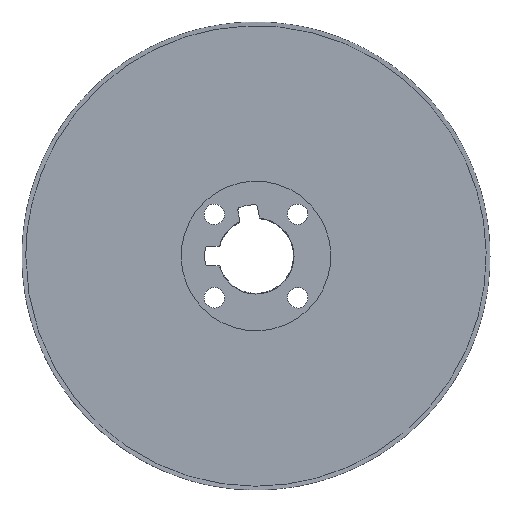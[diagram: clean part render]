
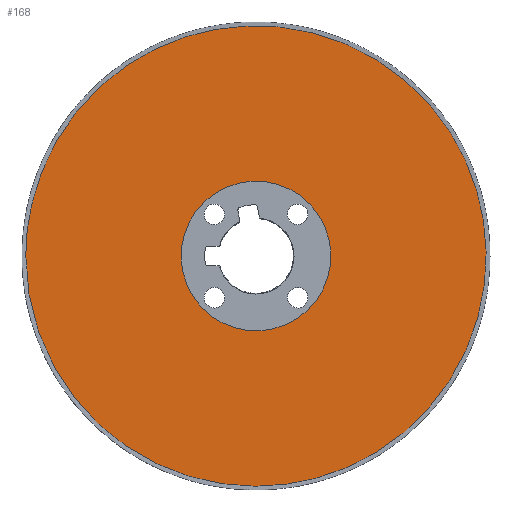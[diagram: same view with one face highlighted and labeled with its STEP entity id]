
A CAD part, top view. The second image highlights one B-rep face of the part: STEP entity #168.
In plain terms, the highlighted planar face has unit normal (0, 0, 1).
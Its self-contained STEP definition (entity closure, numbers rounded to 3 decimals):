
#168=ADVANCED_FACE('TB_SU_7',(#223,#224),#204,.T.);
#204=PLANE('',#1011);
#223=FACE_BOUND('',#257,.T.);
#224=FACE_BOUND('',#258,.T.);
#257=EDGE_LOOP('',(#397));
#258=EDGE_LOOP('',(#398));
#397=ORIENTED_EDGE('',*,*,#636,.T.);
#398=ORIENTED_EDGE('',*,*,#635,.T.);
#571=VERTEX_POINT('',#1450);
#572=VERTEX_POINT('',#1453);
#635=EDGE_CURVE('',#571,#571,#715,.T.);
#636=EDGE_CURVE('',#572,#572,#716,.T.);
#715=CIRCLE('',#1008,40.);
#716=CIRCLE('',#1010,123.796);
#1008=AXIS2_PLACEMENT_3D('',#1449,#1193,#1194);
#1010=AXIS2_PLACEMENT_3D('',#1452,#1197,#1198);
#1011=AXIS2_PLACEMENT_3D('',#1454,#1199,#1200);
#1193=DIRECTION('',(0.,0.,-1.));
#1194=DIRECTION('',(0.292,0.956,0.));
#1197=DIRECTION('',(0.,0.,1.));
#1198=DIRECTION('',(-0.292,-0.956,0.));
#1199=DIRECTION('',(0.,0.,1.));
#1200=DIRECTION('',(-0.292,-0.956,0.));
#1449=CARTESIAN_POINT('',(0.,0.,-0.4));
#1450=CARTESIAN_POINT('',(11.695,38.252,-0.4));
#1452=CARTESIAN_POINT('',(0.,0.,-0.4));
#1453=CARTESIAN_POINT('',(-36.194,-118.386,-0.4));
#1454=CARTESIAN_POINT('',(-123.996,0.,-0.4));
